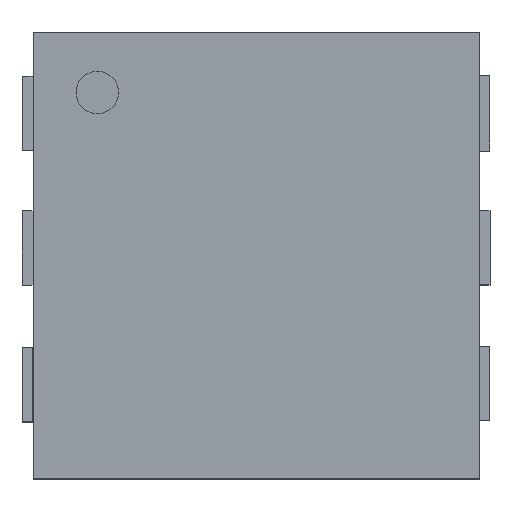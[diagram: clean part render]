
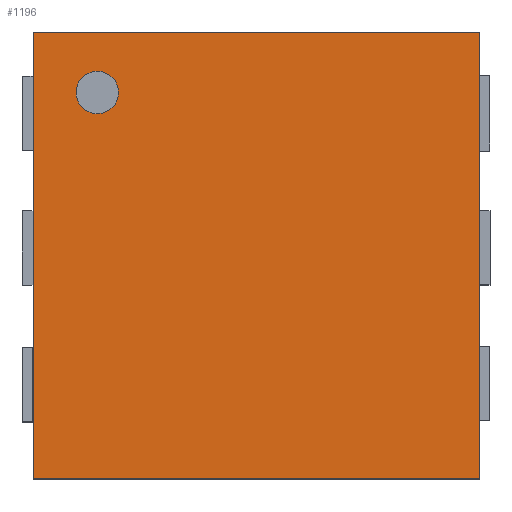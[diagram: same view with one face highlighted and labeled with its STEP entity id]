
A CAD part, top view. The second image highlights one B-rep face of the part: STEP entity #1196.
In plain terms, the highlighted planar face has unit normal (0, 0, 1).
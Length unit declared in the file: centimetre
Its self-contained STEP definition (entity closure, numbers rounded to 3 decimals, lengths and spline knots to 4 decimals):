
#17=LINE($,#1722,#180);
#18=LINE($,#1724,#181);
#19=LINE($,#1726,#182);
#20=LINE($,#1727,#183);
#180=VECTOR($,#1392,0.21);
#181=VECTOR($,#1393,0.21);
#182=VECTOR($,#1394,0.21);
#183=VECTOR($,#1395,0.21);
#341=PLANE($,#1297);
#416=FACE_BOUND($,#499,.T.);
#417=FACE_BOUND($,#500,.T.);
#499=EDGE_LOOP($,(#864));
#500=EDGE_LOOP($,(#865,#866,#867,#868));
#575=CIRCLE($,#1293,0.01);
#579=VERTEX_POINT($,#1705);
#585=VERTEX_POINT($,#1720);
#586=VERTEX_POINT($,#1721);
#587=VERTEX_POINT($,#1723);
#588=VERTEX_POINT($,#1725);
#690=EDGE_CURVE($,#579,#579,#575,.T.);
#696=EDGE_CURVE($,#585,#586,#17,.T.);
#697=EDGE_CURVE($,#586,#587,#18,.T.);
#698=EDGE_CURVE($,#587,#588,#19,.T.);
#699=EDGE_CURVE($,#588,#585,#20,.T.);
#864=ORIENTED_EDGE($,*,*,#690,.T.);
#865=ORIENTED_EDGE($,*,*,#696,.T.);
#866=ORIENTED_EDGE($,*,*,#697,.T.);
#867=ORIENTED_EDGE($,*,*,#698,.T.);
#868=ORIENTED_EDGE($,*,*,#699,.T.);
#1196=ADVANCED_FACE($,(#416,#417),#341,.F.);
#1293=AXIS2_PLACEMENT_3D($,#1706,#1378,#1379);
#1297=AXIS2_PLACEMENT_3D($,#1719,#1390,#1391);
#1378=DIRECTION('center_axis',(0.,0.,-1.));
#1379=DIRECTION('ref_axis',(-1.,0.,0.));
#1390=DIRECTION('center_axis',(0.,0.,-1.));
#1391=DIRECTION('ref_axis',(1.,0.,0.));
#1392=DIRECTION($,(0.,1.,0.));
#1393=DIRECTION($,(-1.,0.,0.));
#1394=DIRECTION($,(0.,-1.,0.));
#1395=DIRECTION($,(1.,0.,0.));
#1705=CARTESIAN_POINT('',(-0.1943,-0.0167,-0.0125));
#1706=CARTESIAN_POINT('Origin',(-0.2043,-0.0167,-0.0125));
#1719=CARTESIAN_POINT('Origin',(-0.1295,-0.0936,-0.0125));
#1720=CARTESIAN_POINT('',(-0.0245,-0.1986,-0.0125));
#1721=CARTESIAN_POINT('',(-0.0245,0.0114,-0.0125));
#1722=CARTESIAN_POINT($,(-0.0245,-0.0936,-0.0125));
#1723=CARTESIAN_POINT('',(-0.2345,0.0114,-0.0125));
#1724=CARTESIAN_POINT($,(-0.1295,0.0114,-0.0125));
#1725=CARTESIAN_POINT('',(-0.2345,-0.1986,-0.0125));
#1726=CARTESIAN_POINT($,(-0.2345,-0.0936,-0.0125));
#1727=CARTESIAN_POINT($,(-0.1295,-0.1986,-0.0125));
